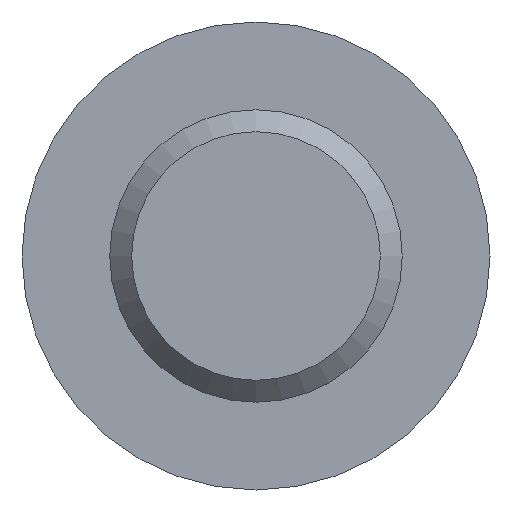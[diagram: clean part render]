
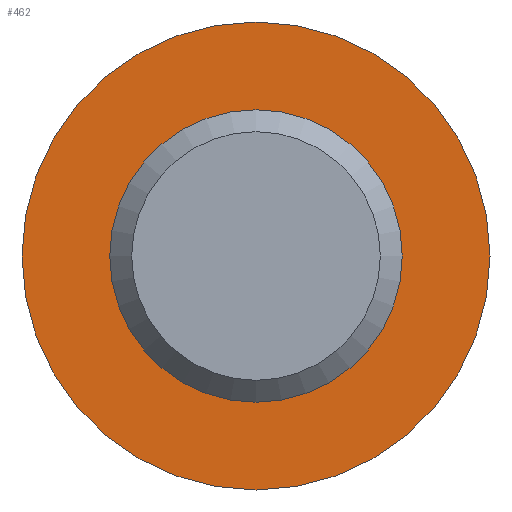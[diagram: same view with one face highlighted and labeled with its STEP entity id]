
A CAD part, front view. The second image highlights one B-rep face of the part: STEP entity #462.
In plain terms, the highlighted planar face has unit normal (0, -1, 0).
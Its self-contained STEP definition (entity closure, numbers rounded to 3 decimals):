
#15 = CARTESIAN_POINT ( 'NONE',  ( 0., 18., 0. ) ) ;
#28 = FACE_BOUND ( 'NONE', #308, .T. ) ;
#59 = AXIS2_PLACEMENT_3D ( 'NONE', #233, #319, #166 ) ;
#166 = DIRECTION ( 'NONE',  ( 0., 0., 1. ) ) ;
#172 = AXIS2_PLACEMENT_3D ( 'NONE', #15, #438, #269 ) ;
#182 = EDGE_LOOP ( 'NONE', ( #209 ) ) ;
#185 = VERTEX_POINT ( 'NONE', #397 ) ;
#209 = ORIENTED_EDGE ( 'NONE', *, *, #257, .T. ) ;
#216 = DIRECTION ( 'NONE',  ( 0., -1., 0. ) ) ;
#224 = DIRECTION ( 'NONE',  ( 0., 0., -1. ) ) ;
#230 = CARTESIAN_POINT ( 'NONE',  ( 0., 18., 0. ) ) ;
#233 = CARTESIAN_POINT ( 'NONE',  ( -5., 18., 0. ) ) ;
#235 = CIRCLE ( 'NONE', #172, 5. ) ;
#257 = EDGE_CURVE ( 'NONE', #185, #185, #316, .T. ) ;
#269 = DIRECTION ( 'NONE',  ( 0., 0., -1. ) ) ;
#275 = CARTESIAN_POINT ( 'NONE',  ( 0., 18., -5. ) ) ;
#308 = EDGE_LOOP ( 'NONE', ( #503 ) ) ;
#313 = EDGE_CURVE ( 'NONE', #399, #399, #235, .T. ) ;
#316 = CIRCLE ( 'NONE', #341, 8. ) ;
#319 = DIRECTION ( 'NONE',  ( 0., 1., 0. ) ) ;
#341 = AXIS2_PLACEMENT_3D ( 'NONE', #230, #216, #224 ) ;
#364 = FACE_OUTER_BOUND ( 'NONE', #182, .T. ) ;
#397 = CARTESIAN_POINT ( 'NONE',  ( 0., 18., -8. ) ) ;
#399 = VERTEX_POINT ( 'NONE', #275 ) ;
#438 = DIRECTION ( 'NONE',  ( 0., -1., 0. ) ) ;
#462 = ADVANCED_FACE ( 'NONE', ( #28, #364 ), #530, .F. ) ;
#503 = ORIENTED_EDGE ( 'NONE', *, *, #313, .F. ) ;
#530 = PLANE ( 'NONE',  #59 ) ;
